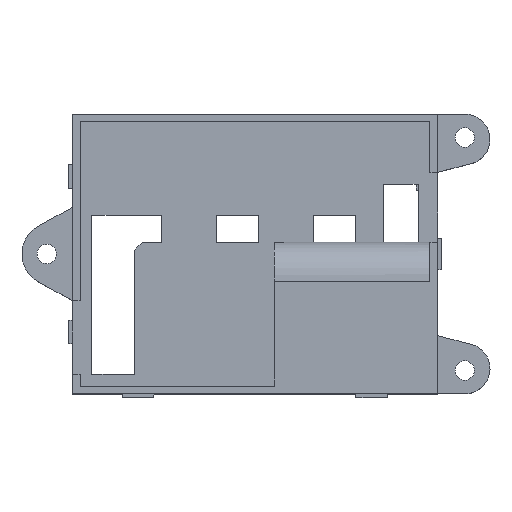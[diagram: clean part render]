
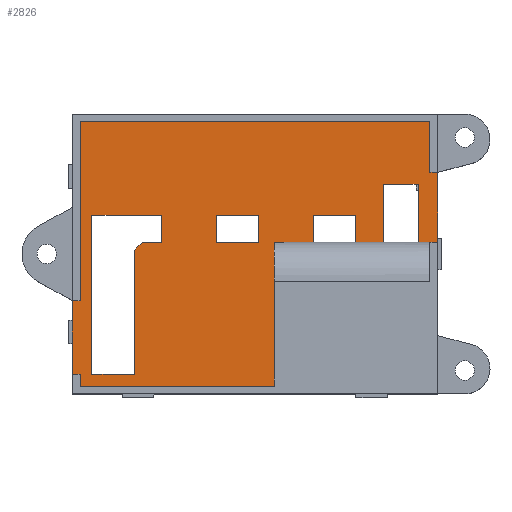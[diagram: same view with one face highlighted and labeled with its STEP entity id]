
A CAD part, top view. The second image highlights one B-rep face of the part: STEP entity #2826.
In plain terms, the highlighted planar face has unit normal (0, 0, 1).
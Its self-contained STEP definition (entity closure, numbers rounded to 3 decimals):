
#41=FACE_BOUND('',#349,.T.);
#42=FACE_BOUND('',#350,.T.);
#43=FACE_BOUND('',#351,.T.);
#44=FACE_BOUND('',#352,.T.);
#199=FACE_OUTER_BOUND('',#348,.T.);
#348=EDGE_LOOP('',(#2402,#2403,#2404,#2405,#2406,#2407,#2408,#2409,#2410,
#2411,#2412,#2413,#2414,#2415));
#349=EDGE_LOOP('',(#2416,#2417,#2418,#2419));
#350=EDGE_LOOP('',(#2420,#2421,#2422,#2423));
#351=EDGE_LOOP('',(#2424,#2425,#2426,#2427));
#352=EDGE_LOOP('',(#2428,#2429,#2430,#2431,#2432,#2433,#2434));
#456=LINE('',#3887,#809);
#462=LINE('',#3899,#815);
#490=LINE('',#3954,#843);
#567=LINE('',#4108,#920);
#586=LINE('',#4144,#939);
#587=LINE('',#4147,#940);
#593=LINE('',#4157,#946);
#602=LINE('',#4174,#955);
#606=LINE('',#4182,#959);
#607=LINE('',#4187,#960);
#610=LINE('',#4194,#963);
#642=LINE('',#4299,#995);
#645=LINE('',#4304,#998);
#647=LINE('',#4308,#1000);
#670=LINE('',#4353,#1023);
#675=LINE('',#4366,#1028);
#677=LINE('',#4371,#1030);
#680=LINE('',#4376,#1033);
#682=LINE('',#4381,#1035);
#685=LINE('',#4386,#1038);
#687=LINE('',#4391,#1040);
#690=LINE('',#4396,#1043);
#692=LINE('',#4400,#1045);
#694=LINE('',#4404,#1047);
#695=LINE('',#4408,#1048);
#697=LINE('',#4411,#1050);
#698=LINE('',#4414,#1051);
#700=LINE('',#4417,#1053);
#701=LINE('',#4420,#1054);
#703=LINE('',#4423,#1056);
#704=LINE('',#4425,#1057);
#705=LINE('',#4427,#1058);
#706=LINE('',#4429,#1059);
#809=VECTOR('',#3178,10.);
#815=VECTOR('',#3186,10.);
#843=VECTOR('',#3218,10.);
#920=VECTOR('',#3351,10.);
#939=VECTOR('',#3372,10.);
#940=VECTOR('',#3375,10.);
#946=VECTOR('',#3383,10.);
#955=VECTOR('',#3396,10.);
#959=VECTOR('',#3402,10.);
#960=VECTOR('',#3409,10.);
#963=VECTOR('',#3416,10.);
#995=VECTOR('',#3540,10.);
#998=VECTOR('',#3545,10.);
#1000=VECTOR('',#3549,10.);
#1023=VECTOR('',#3582,10.);
#1028=VECTOR('',#3599,10.);
#1030=VECTOR('',#3603,10.);
#1033=VECTOR('',#3608,10.);
#1035=VECTOR('',#3612,10.);
#1038=VECTOR('',#3617,10.);
#1040=VECTOR('',#3621,10.);
#1043=VECTOR('',#3626,10.);
#1045=VECTOR('',#3630,10.);
#1047=VECTOR('',#3634,10.);
#1048=VECTOR('',#3639,10.);
#1050=VECTOR('',#3643,10.);
#1051=VECTOR('',#3646,10.);
#1053=VECTOR('',#3650,10.);
#1054=VECTOR('',#3653,10.);
#1056=VECTOR('',#3657,10.);
#1057=VECTOR('',#3660,10.);
#1058=VECTOR('',#3663,10.);
#1059=VECTOR('',#3666,10.);
#1136=VERTEX_POINT('',#3884);
#1137=VERTEX_POINT('',#3886);
#1141=VERTEX_POINT('',#3896);
#1142=VERTEX_POINT('',#3898);
#1146=VERTEX_POINT('',#3910);
#1167=VERTEX_POINT('',#3952);
#1169=VERTEX_POINT('',#3957);
#1216=VERTEX_POINT('',#4107);
#1232=VERTEX_POINT('',#4142);
#1233=VERTEX_POINT('',#4146);
#1236=VERTEX_POINT('',#4155);
#1242=VERTEX_POINT('',#4171);
#1245=VERTEX_POINT('',#4180);
#1246=VERTEX_POINT('',#4186);
#1248=VERTEX_POINT('',#4192);
#1275=VERTEX_POINT('',#4298);
#1277=VERTEX_POINT('',#4307);
#1294=VERTEX_POINT('',#4351);
#1296=VERTEX_POINT('',#4364);
#1297=VERTEX_POINT('',#4368);
#1298=VERTEX_POINT('',#4370);
#1299=VERTEX_POINT('',#4374);
#1300=VERTEX_POINT('',#4378);
#1301=VERTEX_POINT('',#4380);
#1302=VERTEX_POINT('',#4384);
#1303=VERTEX_POINT('',#4388);
#1304=VERTEX_POINT('',#4390);
#1305=VERTEX_POINT('',#4394);
#1306=VERTEX_POINT('',#4398);
#1307=VERTEX_POINT('',#4402);
#1308=VERTEX_POINT('',#4407);
#1309=VERTEX_POINT('',#4413);
#1310=VERTEX_POINT('',#4419);
#1414=EDGE_CURVE('',#1137,#1136,#456,.F.);
#1420=EDGE_CURVE('',#1142,#1141,#462,.F.);
#1448=EDGE_CURVE('',#1167,#1146,#490,.F.);
#1525=EDGE_CURVE('',#1169,#1216,#567,.F.);
#1544=EDGE_CURVE('',#1167,#1232,#586,.T.);
#1545=EDGE_CURVE('',#1146,#1233,#587,.F.);
#1551=EDGE_CURVE('',#1232,#1236,#593,.T.);
#1560=EDGE_CURVE('',#1216,#1242,#602,.F.);
#1564=EDGE_CURVE('',#1169,#1245,#606,.T.);
#1566=EDGE_CURVE('',#1246,#1242,#607,.T.);
#1570=EDGE_CURVE('',#1245,#1248,#610,.T.);
#1620=EDGE_CURVE('',#1275,#1233,#642,.T.);
#1623=EDGE_CURVE('',#1248,#1275,#645,.T.);
#1625=EDGE_CURVE('',#1236,#1277,#647,.T.);
#1649=EDGE_CURVE('',#1277,#1294,#670,.T.);
#1655=EDGE_CURVE('',#1136,#1296,#675,.F.);
#1657=EDGE_CURVE('',#1298,#1297,#677,.F.);
#1660=EDGE_CURVE('',#1297,#1299,#680,.F.);
#1662=EDGE_CURVE('',#1301,#1300,#682,.F.);
#1665=EDGE_CURVE('',#1300,#1302,#685,.F.);
#1667=EDGE_CURVE('',#1304,#1303,#687,.F.);
#1670=EDGE_CURVE('',#1303,#1305,#690,.F.);
#1672=EDGE_CURVE('',#1305,#1306,#692,.F.);
#1674=EDGE_CURVE('',#1306,#1307,#694,.F.);
#1675=EDGE_CURVE('',#1308,#1137,#695,.F.);
#1677=EDGE_CURVE('',#1296,#1308,#697,.F.);
#1678=EDGE_CURVE('',#1309,#1298,#698,.F.);
#1680=EDGE_CURVE('',#1299,#1309,#700,.F.);
#1681=EDGE_CURVE('',#1310,#1301,#701,.F.);
#1683=EDGE_CURVE('',#1302,#1310,#703,.F.);
#1684=EDGE_CURVE('',#1141,#1304,#704,.F.);
#1685=EDGE_CURVE('',#1307,#1142,#705,.F.);
#1686=EDGE_CURVE('',#1294,#1246,#706,.F.);
#2402=ORIENTED_EDGE('',*,*,#1448,.F.);
#2403=ORIENTED_EDGE('',*,*,#1544,.T.);
#2404=ORIENTED_EDGE('',*,*,#1551,.T.);
#2405=ORIENTED_EDGE('',*,*,#1625,.T.);
#2406=ORIENTED_EDGE('',*,*,#1649,.T.);
#2407=ORIENTED_EDGE('',*,*,#1686,.T.);
#2408=ORIENTED_EDGE('',*,*,#1566,.T.);
#2409=ORIENTED_EDGE('',*,*,#1560,.F.);
#2410=ORIENTED_EDGE('',*,*,#1525,.F.);
#2411=ORIENTED_EDGE('',*,*,#1564,.T.);
#2412=ORIENTED_EDGE('',*,*,#1570,.T.);
#2413=ORIENTED_EDGE('',*,*,#1623,.T.);
#2414=ORIENTED_EDGE('',*,*,#1620,.T.);
#2415=ORIENTED_EDGE('',*,*,#1545,.F.);
#2416=ORIENTED_EDGE('',*,*,#1677,.T.);
#2417=ORIENTED_EDGE('',*,*,#1675,.T.);
#2418=ORIENTED_EDGE('',*,*,#1414,.T.);
#2419=ORIENTED_EDGE('',*,*,#1655,.T.);
#2420=ORIENTED_EDGE('',*,*,#1680,.T.);
#2421=ORIENTED_EDGE('',*,*,#1678,.T.);
#2422=ORIENTED_EDGE('',*,*,#1657,.T.);
#2423=ORIENTED_EDGE('',*,*,#1660,.T.);
#2424=ORIENTED_EDGE('',*,*,#1683,.T.);
#2425=ORIENTED_EDGE('',*,*,#1681,.T.);
#2426=ORIENTED_EDGE('',*,*,#1662,.T.);
#2427=ORIENTED_EDGE('',*,*,#1665,.T.);
#2428=ORIENTED_EDGE('',*,*,#1684,.T.);
#2429=ORIENTED_EDGE('',*,*,#1667,.T.);
#2430=ORIENTED_EDGE('',*,*,#1670,.T.);
#2431=ORIENTED_EDGE('',*,*,#1672,.T.);
#2432=ORIENTED_EDGE('',*,*,#1674,.T.);
#2433=ORIENTED_EDGE('',*,*,#1685,.T.);
#2434=ORIENTED_EDGE('',*,*,#1420,.T.);
#2559=PLANE('',#3002);
#2826=ADVANCED_FACE('',(#199,#41,#42,#43,#44),#2559,.T.);
#3002=AXIS2_PLACEMENT_3D('',#4430,#3667,#3668);
#3178=DIRECTION('',(0.,1.,0.));
#3186=DIRECTION('',(1.,0.,0.));
#3218=DIRECTION('',(0.,-1.,0.));
#3351=DIRECTION('',(0.,1.,0.));
#3372=DIRECTION('',(1.,0.,0.));
#3375=DIRECTION('',(-1.,0.,0.));
#3383=DIRECTION('',(0.,-1.,0.));
#3396=DIRECTION('',(1.,0.,0.));
#3402=DIRECTION('',(-1.,0.,0.));
#3409=DIRECTION('',(0.,1.,0.));
#3416=DIRECTION('',(0.,1.,0.));
#3540=DIRECTION('',(0.,-1.,0.));
#3545=DIRECTION('',(-1.,0.,0.));
#3549=DIRECTION('',(1.,0.,0.));
#3582=DIRECTION('',(0.,1.,0.));
#3599=DIRECTION('',(1.,0.,0.));
#3603=DIRECTION('',(0.,1.,0.));
#3608=DIRECTION('',(1.,0.,0.));
#3612=DIRECTION('',(1.,0.,0.));
#3617=DIRECTION('',(0.,-1.,0.));
#3621=DIRECTION('',(-1.,0.,0.));
#3626=DIRECTION('',(0.,1.,0.));
#3630=DIRECTION('',(1.,0.,0.));
#3634=DIRECTION('',(0.707,0.707,0.));
#3639=DIRECTION('',(-1.,0.,0.));
#3643=DIRECTION('',(0.,-1.,0.));
#3646=DIRECTION('',(-1.,0.,0.));
#3650=DIRECTION('',(0.,-1.,0.));
#3653=DIRECTION('',(0.,1.,0.));
#3657=DIRECTION('',(-1.,0.,0.));
#3660=DIRECTION('',(0.,-1.,0.));
#3663=DIRECTION('',(0.,1.,0.));
#3666=DIRECTION('',(-1.,0.,0.));
#3667=DIRECTION('center_axis',(0.,0.,1.));
#3668=DIRECTION('ref_axis',(1.,0.,0.));
#3884=CARTESIAN_POINT('',(42.25,3.5,17.1));
#3886=CARTESIAN_POINT('',(42.25,18.5,17.1));
#3887=CARTESIAN_POINT('',(42.25,9.5,17.1));
#3896=CARTESIAN_POINT('',(-41.75,-30.5,17.1));
#3898=CARTESIAN_POINT('',(-30.75,-30.5,17.1));
#3899=CARTESIAN_POINT('',(-15.25,-30.5,17.1));
#3910=CARTESIAN_POINT('',(-46.75,-11.5,17.1));
#3952=CARTESIAN_POINT('',(-46.75,-30.5,17.1));
#3954=CARTESIAN_POINT('',(-46.75,18.5,17.1));
#3957=CARTESIAN_POINT('',(47.25,21.5,17.1));
#4107=CARTESIAN_POINT('',(47.25,3.5,17.1));
#4108=CARTESIAN_POINT('',(47.25,-17.5,17.1));
#4142=CARTESIAN_POINT('',(-44.75,-30.5,17.1));
#4144=CARTESIAN_POINT('',(-23.25,-30.5,17.1));
#4146=CARTESIAN_POINT('',(-44.75,-11.5,17.1));
#4147=CARTESIAN_POINT('',(-23.25,-11.5,17.1));
#4155=CARTESIAN_POINT('',(-44.75,-33.5,17.1));
#4157=CARTESIAN_POINT('',(-44.75,-16.5,17.1));
#4171=CARTESIAN_POINT('',(45.25,3.5,17.1));
#4174=CARTESIAN_POINT('',(23.75,3.5,17.1));
#4180=CARTESIAN_POINT('',(45.25,21.5,17.1));
#4182=CARTESIAN_POINT('',(23.75,21.5,17.1));
#4186=CARTESIAN_POINT('',(45.25,3.45,17.1));
#4187=CARTESIAN_POINT('',(45.25,17.5,17.1));
#4192=CARTESIAN_POINT('',(45.25,34.5,17.1));
#4194=CARTESIAN_POINT('',(45.25,17.5,17.1));
#4298=CARTESIAN_POINT('',(-44.75,34.5,17.1));
#4299=CARTESIAN_POINT('',(-44.75,-16.5,17.1));
#4304=CARTESIAN_POINT('',(-22.25,34.5,17.1));
#4307=CARTESIAN_POINT('',(5.25,-33.5,17.1));
#4308=CARTESIAN_POINT('',(22.75,-33.5,17.1));
#4351=CARTESIAN_POINT('',(5.25,3.45,17.1));
#4353=CARTESIAN_POINT('',(5.25,-8.645,17.1));
#4364=CARTESIAN_POINT('',(33.25,3.5,17.1));
#4366=CARTESIAN_POINT('',(21.25,3.5,17.1));
#4368=CARTESIAN_POINT('',(26.25,3.5,17.1));
#4370=CARTESIAN_POINT('',(26.25,10.5,17.1));
#4371=CARTESIAN_POINT('',(26.25,5.5,17.1));
#4374=CARTESIAN_POINT('',(15.25,3.5,17.1));
#4376=CARTESIAN_POINT('',(13.25,3.5,17.1));
#4378=CARTESIAN_POINT('',(-9.75,3.5,17.1));
#4380=CARTESIAN_POINT('',(1.25,3.5,17.1));
#4381=CARTESIAN_POINT('',(0.75,3.5,17.1));
#4384=CARTESIAN_POINT('',(-9.75,10.5,17.1));
#4386=CARTESIAN_POINT('',(-9.75,2.,17.1));
#4388=CARTESIAN_POINT('',(-23.75,10.5,17.1));
#4390=CARTESIAN_POINT('',(-41.75,10.5,17.1));
#4391=CARTESIAN_POINT('',(-17.25,10.5,17.1));
#4394=CARTESIAN_POINT('',(-23.75,3.5,17.1));
#4396=CARTESIAN_POINT('',(-23.75,5.5,17.1));
#4398=CARTESIAN_POINT('',(-28.75,3.5,17.1));
#4400=CARTESIAN_POINT('',(-11.75,3.5,17.1));
#4402=CARTESIAN_POINT('',(-30.75,1.5,17.1));
#4404=CARTESIAN_POINT('',(-22.25,10.,17.1));
#4407=CARTESIAN_POINT('',(33.25,18.5,17.1));
#4408=CARTESIAN_POINT('',(16.75,18.5,17.1));
#4411=CARTESIAN_POINT('',(33.25,2.,17.1));
#4413=CARTESIAN_POINT('',(15.25,10.5,17.1));
#4414=CARTESIAN_POINT('',(7.75,10.5,17.1));
#4417=CARTESIAN_POINT('',(15.25,2.,17.1));
#4419=CARTESIAN_POINT('',(1.25,10.5,17.1));
#4420=CARTESIAN_POINT('',(1.25,5.5,17.1));
#4423=CARTESIAN_POINT('',(-4.75,10.5,17.1));
#4425=CARTESIAN_POINT('',(-41.75,-15.,17.1));
#4427=CARTESIAN_POINT('',(-30.75,1.,17.1));
#4429=CARTESIAN_POINT('',(5.25,3.45,17.1));
#4430=CARTESIAN_POINT('Origin',(0.25,0.5,17.1));
